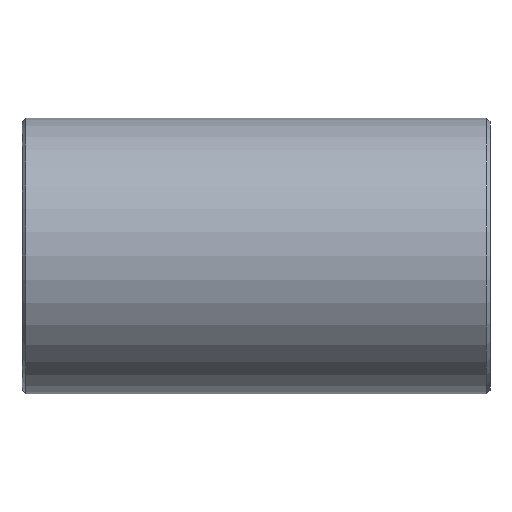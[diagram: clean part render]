
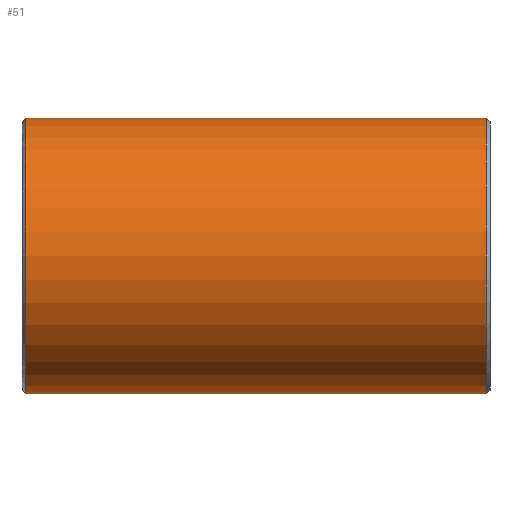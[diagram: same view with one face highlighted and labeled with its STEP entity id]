
A CAD part, front view. The second image highlights one B-rep face of the part: STEP entity #51.
In plain terms, the highlighted cylindrical face has radius 84.138 mm (diameter 168.275 mm), a partial arc.
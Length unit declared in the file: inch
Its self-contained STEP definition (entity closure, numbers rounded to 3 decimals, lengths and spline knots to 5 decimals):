
#18 = CYLINDRICAL_SURFACE ( 'NONE', #130, 3.3125 ) ;
#33 = VERTEX_POINT ( 'NONE', #361 ) ;
#37 = ORIENTED_EDGE ( 'NONE', *, *, #705, .F. ) ;
#51 = ADVANCED_FACE ( 'NONE', ( #369 ), #18, .T. ) ;
#130 = AXIS2_PLACEMENT_3D ( 'NONE', #162, #450, #916 ) ;
#162 = CARTESIAN_POINT ( 'NONE',  ( 5.62, 0., 0. ) ) ;
#181 = VECTOR ( 'NONE', #887, 39.37008 ) ;
#186 = DIRECTION ( 'NONE',  ( 0., 0., -1. ) ) ;
#215 = CARTESIAN_POINT ( 'NONE',  ( 5.52667, 0., 3.3125 ) ) ;
#222 = ORIENTED_EDGE ( 'NONE', *, *, #644, .T. ) ;
#225 = VERTEX_POINT ( 'NONE', #355 ) ;
#227 = CIRCLE ( 'NONE', #814, 3.3125 ) ;
#241 = CIRCLE ( 'NONE', #766, 3.3125 ) ;
#247 = CARTESIAN_POINT ( 'NONE',  ( 5.62, 0., -3.3125 ) ) ;
#297 = EDGE_CURVE ( 'NONE', #225, #620, #241, .T. ) ;
#354 = DIRECTION ( 'NONE',  ( 1., 0., 0. ) ) ;
#355 = CARTESIAN_POINT ( 'NONE',  ( 5.52667, 0., -3.3125 ) ) ;
#361 = CARTESIAN_POINT ( 'NONE',  ( -5.52667, 0., -3.3125 ) ) ;
#369 = FACE_OUTER_BOUND ( 'NONE', #461, .T. ) ;
#388 = VECTOR ( 'NONE', #651, 39.37008 ) ;
#389 = CARTESIAN_POINT ( 'NONE',  ( 5.52667, 0., 0. ) ) ;
#395 = EDGE_CURVE ( 'NONE', #620, #409, #832, .T. ) ;
#409 = VERTEX_POINT ( 'NONE', #505 ) ;
#425 = CARTESIAN_POINT ( 'NONE',  ( -5.52667, 0., 0. ) ) ;
#429 = CARTESIAN_POINT ( 'NONE',  ( 5.62, 0., 3.3125 ) ) ;
#450 = DIRECTION ( 'NONE',  ( -1., 0., 0. ) ) ;
#454 = DIRECTION ( 'NONE',  ( -1., 0., 0. ) ) ;
#461 = EDGE_LOOP ( 'NONE', ( #37, #816, #800, #222 ) ) ;
#505 = CARTESIAN_POINT ( 'NONE',  ( -5.52667, 0., 3.3125 ) ) ;
#620 = VERTEX_POINT ( 'NONE', #215 ) ;
#637 = DIRECTION ( 'NONE',  ( 0., 0., 1. ) ) ;
#644 = EDGE_CURVE ( 'NONE', #409, #33, #227, .T. ) ;
#651 = DIRECTION ( 'NONE',  ( -1., 0., 0. ) ) ;
#705 = EDGE_CURVE ( 'NONE', #225, #33, #739, .T. ) ;
#739 = LINE ( 'NONE', #247, #181 ) ;
#766 = AXIS2_PLACEMENT_3D ( 'NONE', #389, #454, #186 ) ;
#800 = ORIENTED_EDGE ( 'NONE', *, *, #395, .T. ) ;
#814 = AXIS2_PLACEMENT_3D ( 'NONE', #425, #354, #637 ) ;
#816 = ORIENTED_EDGE ( 'NONE', *, *, #297, .T. ) ;
#832 = LINE ( 'NONE', #429, #388 ) ;
#887 = DIRECTION ( 'NONE',  ( -1., 0., 0. ) ) ;
#916 = DIRECTION ( 'NONE',  ( 0., 0., 1. ) ) ;
